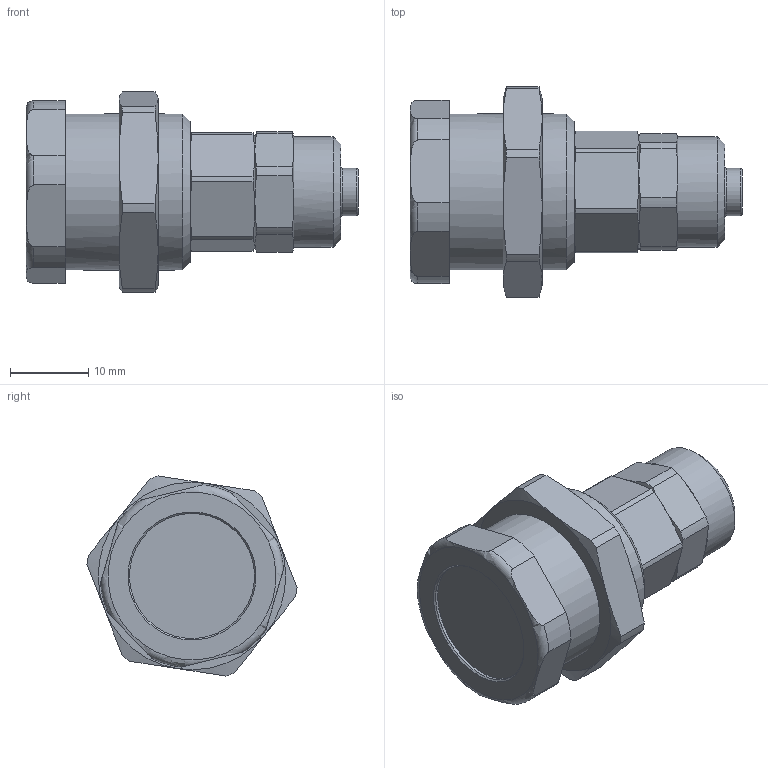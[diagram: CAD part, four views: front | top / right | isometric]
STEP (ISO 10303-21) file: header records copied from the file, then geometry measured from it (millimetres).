
FILE_DESCRIPTION((''),'2;1');
FILE_NAME('21kbke08mpn.stp','2013-08-05T13:57:53',('IA176480'),(''),'Autodesk Inventor 2013','Autodesk Inventor 2013','');
FILE_SCHEMA(('AUTOMOTIVE_DESIGN { 1 0 10303 214 1 1 1 1 }'));
Length unit declared in the file: millimetre
Products named in the file (1): D107564
Bounding box: 42.5 x 26.89 x 25.62 mm (x, y, z)
Volume: 10727.8 mm3; surface area: 4065.8 mm2
Topology: 1 solids, 2 shells, 123 faces, 286 edges, 176 vertices
Faces by surface type: cone 45, plane 37, cylinder 36, torus 5
Full cylindrical faces by diameter (mm): 6.05 x1, 6.7 x1, 8.25 x1, 10.6 x1, 11.825 x1, 12 x2, 14 x1, 14.15 x1, 16 x1, 20 x2
Entity records: 3517 total; most frequent: CARTESIAN_POINT 842, DIRECTION 540, ORIENTED_EDGE 502, EDGE_CURVE 251, AXIS2_PLACEMENT_3D 243, VERTEX_POINT 167, EDGE_LOOP 160, FACE_OUTER_BOUND 123
